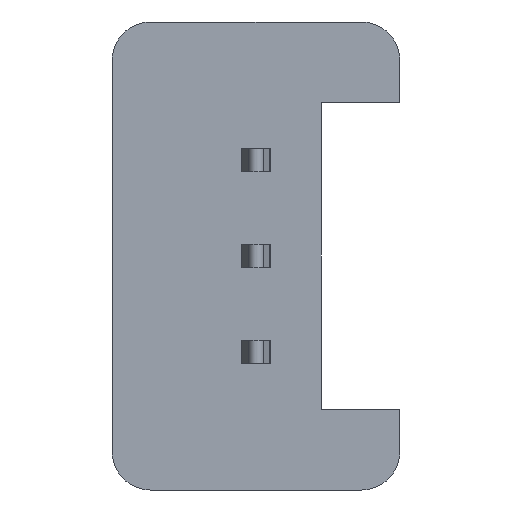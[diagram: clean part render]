
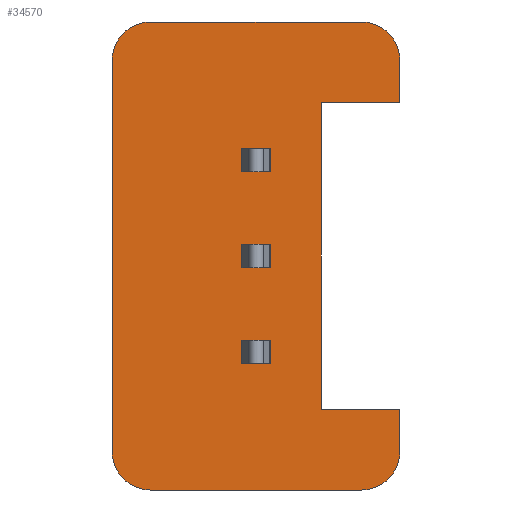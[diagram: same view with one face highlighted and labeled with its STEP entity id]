
A CAD part, front view. The second image highlights one B-rep face of the part: STEP entity #34570.
In plain terms, the highlighted planar face has unit normal (0, -1, 0).
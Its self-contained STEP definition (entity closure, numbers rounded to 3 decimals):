
#570=CARTESIAN_POINT('',(62.457,74.027,-17.6));
#580=VERTEX_POINT('',#570);
#630=CARTESIAN_POINT('',(0.,74.027,-17.6));
#640=DIRECTION('',(1.,0.,0.));
#650=VECTOR('',#640,1.);
#660=LINE('',#630,#650);
#670=CARTESIAN_POINT('',(60.407,74.027,-17.6));
#680=VERTEX_POINT('',#670);
#690=EDGE_CURVE('',#680,#580,#660,.T.);
#2010=CARTESIAN_POINT('',(59.072,74.027,0.));
#2020=DIRECTION('',(0.,0.,1.));
#2030=VECTOR('',#2020,1.);
#2040=LINE('',#2010,#2030);
#2050=CARTESIAN_POINT('',(59.072,74.027,-11.4));
#2060=VERTEX_POINT('',#2050);
#2070=CARTESIAN_POINT('',(59.072,74.027,-10.8));
#2080=VERTEX_POINT('',#2070);
#2090=EDGE_CURVE('',#2060,#2080,#2040,.T.);
#4210=CARTESIAN_POINT('',(58.342,74.027,0.));
#4220=DIRECTION('',(0.,0.,-1.));
#4230=VECTOR('',#4220,1.);
#4240=LINE('',#4210,#4230);
#4250=CARTESIAN_POINT('',(58.342,74.027,-10.8));
#4260=VERTEX_POINT('',#4250);
#4270=CARTESIAN_POINT('',(58.342,74.027,-11.4));
#4280=VERTEX_POINT('',#4270);
#4290=EDGE_CURVE('',#4260,#4280,#4240,.T.);
#6060=CARTESIAN_POINT('',(58.342,74.027,-16.4));
#6070=VERTEX_POINT('',#6060);
#6470=CARTESIAN_POINT('',(59.072,74.027,-16.4));
#6480=VERTEX_POINT('',#6470);
#6510=CARTESIAN_POINT('',(0.,74.027,-16.4));
#6520=DIRECTION('',(-1.,0.,0.));
#6530=VECTOR('',#6520,1.);
#6540=LINE('',#6510,#6530);
#6550=EDGE_CURVE('',#6480,#6070,#6540,.T.);
#9890=CARTESIAN_POINT('',(62.457,74.027,-18.7));
#9900=VERTEX_POINT('',#9890);
#9930=CARTESIAN_POINT('',(62.457,74.027,2.5));
#9940=DIRECTION('',(0.,0.,-1.));
#9950=VECTOR('',#9940,1.);
#9960=LINE('',#9930,#9950);
#9970=EDGE_CURVE('',#580,#9900,#9960,.T.);
#15760=CARTESIAN_POINT('',(0.,74.027,-15.8));
#15770=DIRECTION('',(1.,0.,0.));
#15780=VECTOR('',#15770,1.);
#15790=LINE('',#15760,#15780);
#15800=CARTESIAN_POINT('',(58.342,74.027,-15.8));
#15810=VERTEX_POINT('',#15800);
#15820=CARTESIAN_POINT('',(59.072,74.027,-15.8));
#15830=VERTEX_POINT('',#15820);
#15840=EDGE_CURVE('',#15810,#15830,#15790,.T.);
#22860=EDGE_CURVE('',#6480,#15830,#2040,.T.);
#25510=CARTESIAN_POINT('',(0.,74.027,-11.4));
#25520=DIRECTION('',(-1.,0.,0.));
#25530=VECTOR('',#25520,1.);
#25540=LINE('',#25510,#25530);
#25550=EDGE_CURVE('',#2060,#4280,#25540,.T.);
#25910=CARTESIAN_POINT('',(59.072,74.027,-13.9));
#25920=VERTEX_POINT('',#25910);
#25930=CARTESIAN_POINT('',(59.072,74.027,-13.3));
#25940=VERTEX_POINT('',#25930);
#25950=EDGE_CURVE('',#25920,#25940,#2040,.T.);
#26340=CARTESIAN_POINT('',(58.342,74.027,-13.3));
#26350=VERTEX_POINT('',#26340);
#26360=CARTESIAN_POINT('',(58.342,74.027,-13.9));
#26370=VERTEX_POINT('',#26360);
#26380=EDGE_CURVE('',#26350,#26370,#4240,.T.);
#27320=CARTESIAN_POINT('',(0.,74.027,-13.9));
#27330=DIRECTION('',(-1.,0.,0.));
#27340=VECTOR('',#27330,1.);
#27350=LINE('',#27320,#27340);
#27360=EDGE_CURVE('',#25920,#26370,#27350,.T.);
#29680=CARTESIAN_POINT('',(0.,74.027,-13.3));
#29690=DIRECTION('',(1.,0.,0.));
#29700=VECTOR('',#29690,1.);
#29710=LINE('',#29680,#29700);
#29720=EDGE_CURVE('',#26350,#25940,#29710,.T.);
#30000=CARTESIAN_POINT('',(60.407,74.027,0.));
#30010=DIRECTION('',(0.,0.,1.));
#30020=VECTOR('',#30010,1.);
#30030=LINE('',#30000,#30020);
#30040=CARTESIAN_POINT('',(60.407,74.027,-9.6));
#30050=VERTEX_POINT('',#30040);
#30060=EDGE_CURVE('',#680,#30050,#30030,.T.);
#30500=CARTESIAN_POINT('',(0.,74.027,-10.8));
#30510=DIRECTION('',(1.,0.,0.));
#30520=VECTOR('',#30510,1.);
#30530=LINE('',#30500,#30520);
#30540=EDGE_CURVE('',#4260,#2080,#30530,.T.);
#31820=EDGE_CURVE('',#15810,#6070,#4240,.T.);
#33080=CARTESIAN_POINT('',(61.457,74.027,-7.5));
#33090=VERTEX_POINT('',#33080);
#33120=CARTESIAN_POINT('',(0.,74.027,-7.5));
#33130=DIRECTION('',(1.,0.,0.));
#33140=VECTOR('',#33130,1.);
#33150=LINE('',#33120,#33140);
#33160=CARTESIAN_POINT('',(55.957,74.027,-7.5));
#33170=VERTEX_POINT('',#33160);
#33180=EDGE_CURVE('',#33170,#33090,#33150,.T.);
#33460=CARTESIAN_POINT('',(0.,74.027,-9.6));
#33470=DIRECTION('',(-1.,0.,0.));
#33480=VECTOR('',#33470,1.);
#33490=LINE('',#33460,#33480);
#33500=CARTESIAN_POINT('',(62.457,74.027,-9.6));
#33510=VERTEX_POINT('',#33500);
#33520=EDGE_CURVE('',#33510,#30050,#33490,.T.);
#33710=CARTESIAN_POINT('',(59.004,74.027,-14.147)
);
#33720=DIRECTION('',(0.,-1.,0.));
#33730=DIRECTION('',(1.,0.,0.));
#33740=AXIS2_PLACEMENT_3D('',#33710,#33720,#33730);
#33750=PLANE('',#33740);
#33760=ORIENTED_EDGE('',*,*,#26380,.F.);
#33770=ORIENTED_EDGE('',*,*,#27360,.T.);
#33780=ORIENTED_EDGE('',*,*,#25950,.F.);
#33790=ORIENTED_EDGE('',*,*,#29720,.T.);
#33800=EDGE_LOOP('',(#33790,#33780,#33770,#33760));
#33810=FACE_BOUND('',#33800,.T.);
#33820=ORIENTED_EDGE('',*,*,#2090,.F.);
#33830=ORIENTED_EDGE('',*,*,#30540,.T.);
#33840=ORIENTED_EDGE('',*,*,#4290,.F.);
#33850=ORIENTED_EDGE('',*,*,#25550,.T.);
#33860=EDGE_LOOP('',(#33850,#33840,#33830,#33820));
#33870=FACE_BOUND('',#33860,.T.);
#33880=ORIENTED_EDGE('',*,*,#22860,.F.);
#33890=ORIENTED_EDGE('',*,*,#15840,.T.);
#33900=ORIENTED_EDGE('',*,*,#31820,.F.);
#33910=ORIENTED_EDGE('',*,*,#6550,.T.);
#33920=EDGE_LOOP('',(#33910,#33900,#33890,#33880));
#33930=FACE_BOUND('',#33920,.T.);
#33940=CARTESIAN_POINT('',(55.957,74.027,-8.5));
#33950=DIRECTION('',(0.,-1.,0.));
#33960=DIRECTION('',(-1.,0.,0.));
#33970=AXIS2_PLACEMENT_3D('',#33940,#33950,#33960);
#33980=CIRCLE('',#33970,1.);
#33990=CARTESIAN_POINT('',(54.957,74.027,-8.5));
#34000=VERTEX_POINT('',#33990);
#34010=EDGE_CURVE('',#33170,#34000,#33980,.T.);
#34020=ORIENTED_EDGE('',*,*,#34010,.T.);
#34030=ORIENTED_EDGE('',*,*,#33180,.F.);
#34040=CARTESIAN_POINT('',(61.457,74.027,-8.5));
#34050=DIRECTION('',(0.,1.,0.));
#34060=DIRECTION('',(1.,0.,0.));
#34070=AXIS2_PLACEMENT_3D('',#34040,#34050,#34060);
#34080=CIRCLE('',#34070,1.);
#34090=CARTESIAN_POINT('',(62.457,74.027,-8.5));
#34100=VERTEX_POINT('',#34090);
#34110=EDGE_CURVE('',#33090,#34100,#34080,.T.);
#34120=ORIENTED_EDGE('',*,*,#34110,.F.);
#34130=CARTESIAN_POINT('',(62.457,74.027,-3.6));
#34140=DIRECTION('',(0.,0.,-1.));
#34150=VECTOR('',#34140,1.);
#34160=LINE('',#34130,#34150);
#34170=EDGE_CURVE('',#34100,#33510,#34160,.T.);
#34180=ORIENTED_EDGE('',*,*,#34170,.F.);
#34190=ORIENTED_EDGE('',*,*,#33520,.F.);
#34200=ORIENTED_EDGE('',*,*,#30060,.T.);
#34210=ORIENTED_EDGE('',*,*,#690,.F.);
#34220=ORIENTED_EDGE('',*,*,#9970,.F.);
#34230=CARTESIAN_POINT('',(61.457,74.027,-18.7));
#34240=DIRECTION('',(0.,1.,0.));
#34250=DIRECTION('',(1.,0.,0.));
#34260=AXIS2_PLACEMENT_3D('',#34230,#34240,#34250);
#34270=CIRCLE('',#34260,1.);
#34280=CARTESIAN_POINT('',(61.457,74.027,-19.7));
#34290=VERTEX_POINT('',#34280);
#34300=EDGE_CURVE('',#9900,#34290,#34270,.T.);
#34310=ORIENTED_EDGE('',*,*,#34300,.F.);
#34320=CARTESIAN_POINT('',(0.,74.027,-19.7));
#34330=DIRECTION('',(1.,0.,0.));
#34340=VECTOR('',#34330,1.);
#34350=LINE('',#34320,#34340);
#34360=CARTESIAN_POINT('',(55.957,74.027,-19.7));
#34370=VERTEX_POINT('',#34360);
#34380=EDGE_CURVE('',#34370,#34290,#34350,.T.);
#34390=ORIENTED_EDGE('',*,*,#34380,.T.);
#34400=CARTESIAN_POINT('',(55.957,74.027,-18.7));
#34410=DIRECTION('',(0.,-1.,0.));
#34420=DIRECTION('',(-1.,0.,0.));
#34430=AXIS2_PLACEMENT_3D('',#34400,#34410,#34420);
#34440=CIRCLE('',#34430,1.);
#34450=CARTESIAN_POINT('',(54.957,74.027,-18.7));
#34460=VERTEX_POINT('',#34450);
#34470=EDGE_CURVE('',#34460,#34370,#34440,.T.);
#34480=ORIENTED_EDGE('',*,*,#34470,.T.);
#34490=CARTESIAN_POINT('',(54.957,74.027,-2.5));
#34500=DIRECTION('',(0.,0.,1.));
#34510=VECTOR('',#34500,1.);
#34520=LINE('',#34490,#34510);
#34530=EDGE_CURVE('',#34460,#34000,#34520,.T.);
#34540=ORIENTED_EDGE('',*,*,#34530,.F.);
#34550=EDGE_LOOP('',(#34540,#34480,#34390,#34310,#34220,#34210,#34200,
#34190,#34180,#34120,#34030,#34020));
#34560=FACE_OUTER_BOUND('',#34550,.T.);
#34570=ADVANCED_FACE('',(#33810,#33870,#33930,#34560),#33750,.T.);
